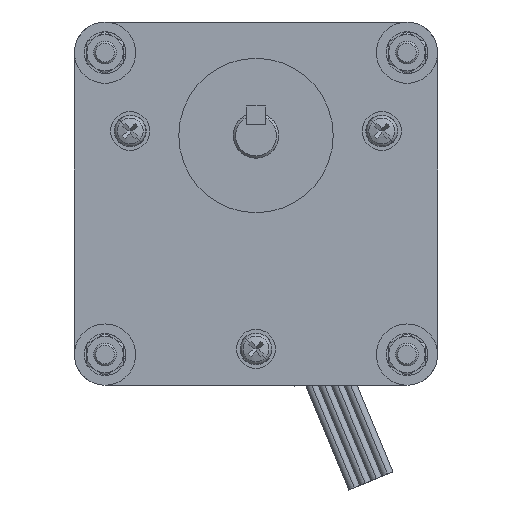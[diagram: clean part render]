
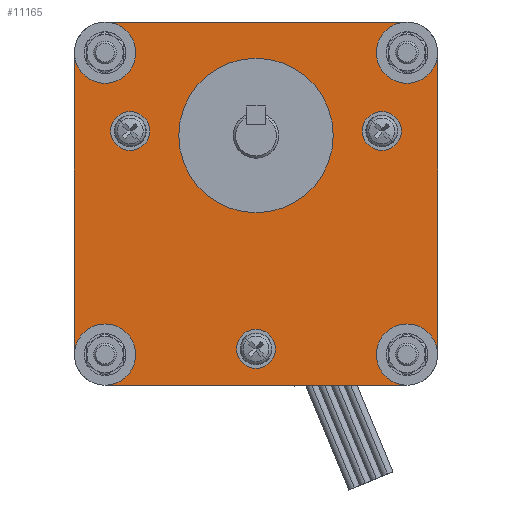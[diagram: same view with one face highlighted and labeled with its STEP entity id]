
A CAD part, left-side view. The second image highlights one B-rep face of the part: STEP entity #11165.
In plain terms, the highlighted planar face has unit normal (-1, 0, 0).
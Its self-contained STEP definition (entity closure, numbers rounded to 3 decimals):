
#10437=CARTESIAN_POINT('POINT12466',(0.7,40.,
   -48.25));
#10438=VERTEX_POINT('VERTEX12466',#10437);
#10445=CARTESIAN_POINT('POINT12467',(0.7,40.,
   18.25));
#10446=VERTEX_POINT('VERTEX12467',#10445);
#10447=CARTESIAN_POINT('POS17465',(0.7,40.,
   18.25));
#10448=DIRECTION('DIR26191',(0.,0.,-1.));
#10449=VECTOR('VEC8739',#10448,1.);
#10450=LINE('STRAIGHT8739',#10447,#10449);
#10451=EDGE_CURVE('EDGE20034',#10446,#10438,#10450,.T.);
#10467=CARTESIAN_POINT('POINT12468',(0.7,33.25,
   25.));
#10468=VERTEX_POINT('VERTEX12468',#10467);
#10491=CARTESIAN_POINT('POINT12470',(0.7,33.25,
   11.5));
#10492=VERTEX_POINT('VERTEX12470',#10491);
#10493=CARTESIAN_POINT('POS17471',(0.7,33.25,
   18.25));
#10494=DIRECTION('DIR26199',(1.,0.,0.));
#10495=DIRECTION('DIR26200',(0.,0.,-1.));
#10496=AXIS2_PLACEMENT_3D('AXIS8729',#10493,#10494,#10495);
#10497=CIRCLE('ELLIPSE3773',#10496,6.75);
#10498=EDGE_CURVE('EDGE20039',#10492,#10446,#10497,.T.);
#10518=EDGE_CURVE('EDGE20041',#10468,#10492,#10497,.T.);
#10532=CARTESIAN_POINT('POINT12472',(0.7,-33.25,
   25.));
#10533=VERTEX_POINT('VERTEX12472',#10532);
#10534=CARTESIAN_POINT('POS17475',(0.7,-33.25,
   25.));
#10535=DIRECTION('DIR26205',(0.,1.,0.));
#10536=VECTOR('VEC8745',#10535,1.);
#10537=LINE('STRAIGHT8745',#10534,#10536);
#10538=EDGE_CURVE('EDGE20043',#10533,#10468,#10537,.T.);
#10554=CARTESIAN_POINT('POINT12473',(0.7,-40.,
   18.25));
#10555=VERTEX_POINT('VERTEX12473',#10554);
#10578=CARTESIAN_POINT('POINT12475',(0.7,-26.5,
   18.25));
#10579=VERTEX_POINT('VERTEX12475',#10578);
#10580=CARTESIAN_POINT('POS17481',(0.7,-33.25,
   18.25));
#10581=DIRECTION('DIR26213',(1.,0.,0.));
#10582=DIRECTION('DIR26214',(0.,0.,-1.));
#10583=AXIS2_PLACEMENT_3D('AXIS8733',#10580,#10581,#10582);
#10584=CIRCLE('ELLIPSE3775',#10583,6.75);
#10585=EDGE_CURVE('EDGE20048',#10579,#10533,#10584,.T.);
#10606=EDGE_CURVE('EDGE20050',#10555,#10579,#10584,.T.);
#10627=CARTESIAN_POINT('POINT12477',(0.7,33.25,
   -55.));
#10628=VERTEX_POINT('VERTEX12477',#10627);
#10635=CARTESIAN_POINT('POINT12478',(0.7,26.5,
   -48.25));
#10636=VERTEX_POINT('VERTEX12478',#10635);
#10637=CARTESIAN_POINT('POS17487',(0.7,33.25,
   -48.25));
#10638=DIRECTION('DIR26222',(1.,0.,0.));
#10639=DIRECTION('DIR26223',(0.,0.,-1.));
#10640=AXIS2_PLACEMENT_3D('AXIS8736',#10637,#10638,#10639);
#10641=CIRCLE('ELLIPSE3777',#10640,6.75);
#10642=EDGE_CURVE('EDGE20054',#10636,#10628,#10641,.T.);
#10663=EDGE_CURVE('EDGE20056',#10438,#10636,#10641,.T.);
#10668=CARTESIAN_POINT('POINT12479',(0.7,0.,
   -42.7));
#10669=VERTEX_POINT('VERTEX12479',#10668);
#10676=CARTESIAN_POINT('POINT12480',(0.7,
   0.,-51.3));
#10677=VERTEX_POINT('VERTEX12480',#10676);
#10678=CARTESIAN_POINT('POS17491',(0.7,0.,
   -47.));
#10679=DIRECTION('DIR26228',(1.,0.,0.));
#10680=DIRECTION('DIR26229',(0.,0.,1.));
#10681=AXIS2_PLACEMENT_3D('AXIS8738',#10678,#10679,#10680);
#10682=CIRCLE('ELLIPSE3778',#10681,4.3);
#10683=EDGE_CURVE('EDGE20058',#10677,#10669,#10682,.T.);
#10703=EDGE_CURVE('EDGE20060',#10669,#10677,#10682,.T.);
#10708=CARTESIAN_POINT('POINT12481',(0.7,
   -27.713,5.3));
#10709=VERTEX_POINT('VERTEX12481',#10708);
#10716=CARTESIAN_POINT('POINT12482',(0.7,
   -27.713,-3.3));
#10717=VERTEX_POINT('VERTEX12482',#10716);
#10718=CARTESIAN_POINT('POS17495',(0.7,
   -27.713,1.));
#10719=DIRECTION('DIR26234',(1.,0.,0.));
#10720=DIRECTION('DIR26235',(0.,0.,1.));
#10721=AXIS2_PLACEMENT_3D('AXIS8740',#10718,#10719,#10720);
#10722=CIRCLE('ELLIPSE3779',#10721,4.3);
#10723=EDGE_CURVE('EDGE20062',#10717,#10709,#10722,.T.);
#10743=EDGE_CURVE('EDGE20064',#10709,#10717,#10722,.T.);
#10748=CARTESIAN_POINT('POINT12483',(0.7,
   27.713,5.3));
#10749=VERTEX_POINT('VERTEX12483',#10748);
#10756=CARTESIAN_POINT('POINT12484',(0.7,
   27.713,-3.3));
#10757=VERTEX_POINT('VERTEX12484',#10756);
#10758=CARTESIAN_POINT('POS17499',(0.7,
   27.713,1.));
#10759=DIRECTION('DIR26240',(1.,0.,0.));
#10760=DIRECTION('DIR26241',(0.,0.,1.));
#10761=AXIS2_PLACEMENT_3D('AXIS8742',#10758,#10759,#10760);
#10762=CIRCLE('ELLIPSE3780',#10761,4.3);
#10763=EDGE_CURVE('EDGE20066',#10757,#10749,#10762,.T.);
#10783=EDGE_CURVE('EDGE20068',#10749,#10757,#10762,.T.);
#10788=CARTESIAN_POINT('POINT12485',(0.7,
   0.,17.));
#10789=VERTEX_POINT('VERTEX12485',#10788);
#10797=CARTESIAN_POINT('POINT12486',(0.7,
   0.,-17.));
#10798=VERTEX_POINT('VERTEX12486',#10797);
#10805=CARTESIAN_POINT('POS17504',(0.7,0.,
   0.));
#10806=DIRECTION('DIR26247',(1.,0.,0.));
#10807=DIRECTION('DIR26248',(0.,0.,1.));
#10808=AXIS2_PLACEMENT_3D('AXIS8744',#10805,#10806,#10807);
#10809=CIRCLE('ELLIPSE3781',#10808,17.);
#10810=EDGE_CURVE('EDGE20071',#10789,#10798,#10809,.T.);
#10821=EDGE_CURVE('EDGE20072',#10798,#10789,#10809,.T.);
#11036=CARTESIAN_POINT('POINT12498',(0.7,-40.,
   -48.25));
#11037=VERTEX_POINT('VERTEX12498',#11036);
#11038=CARTESIAN_POINT('POS17526',(0.7,-40.,-15.));
#11039=DIRECTION('DIR26282',(0.,0.,1.));
#11040=VECTOR('VEC8770',#11039,1.);
#11041=LINE('STRAIGHT8770',#11038,#11040);
#11042=EDGE_CURVE('EDGE20094',#11037,#10555,#11041,.T.);
#11098=CARTESIAN_POINT('POINT12500',(0.7,-33.25,
   -55.));
#11099=VERTEX_POINT('VERTEX12500',#11098);
#11106=CARTESIAN_POINT('POS17533',(0.7,33.25,
   -55.));
#11107=DIRECTION('DIR26292',(0.,-1.,0.));
#11108=VECTOR('VEC8774',#11107,1.);
#11109=LINE('STRAIGHT8774',#11106,#11108);
#11110=EDGE_CURVE('EDGE20099',#10628,#11099,#11109,.T.);
#11121=ORIENTED_EDGE('COEDGE40172',*,*,#10821,.T.);
#11122=ORIENTED_EDGE('COEDGE40173',*,*,#10810,.T.);
#11123=EDGE_LOOP('NONE',(#11121,#11122));
#11124=FACE_BOUND('LOOP1',#11123,.T.);
#11125=ORIENTED_EDGE('COEDGE40174',*,*,#10783,.T.);
#11126=ORIENTED_EDGE('COEDGE40175',*,*,#10763,.T.);
#11127=EDGE_LOOP('NONE',(#11125,#11126));
#11128=FACE_BOUND('LOOP1',#11127,.T.);
#11129=ORIENTED_EDGE('COEDGE40176',*,*,#10743,.T.);
#11130=ORIENTED_EDGE('COEDGE40177',*,*,#10723,.T.);
#11131=EDGE_LOOP('NONE',(#11129,#11130));
#11132=FACE_BOUND('LOOP1',#11131,.T.);
#11133=ORIENTED_EDGE('COEDGE40178',*,*,#10703,.T.);
#11134=ORIENTED_EDGE('COEDGE40179',*,*,#10683,.T.);
#11135=EDGE_LOOP('NONE',(#11133,#11134));
#11136=FACE_BOUND('LOOP1',#11135,.T.);
#11137=ORIENTED_EDGE('COEDGE40180',*,*,#10663,.T.);
#11138=ORIENTED_EDGE('COEDGE40181',*,*,#10642,.T.);
#11139=ORIENTED_EDGE('COEDGE40182',*,*,#11110,.T.);
#11140=CARTESIAN_POINT('POINT12501',(0.7,-33.25,
   -41.5));
#11141=VERTEX_POINT('VERTEX12501',#11140);
#11142=CARTESIAN_POINT('POS17535',(0.7,-33.25,
   -48.25));
#11143=DIRECTION('DIR26295',(1.,0.,0.));
#11144=DIRECTION('DIR26296',(0.,0.,-1.));
#11145=AXIS2_PLACEMENT_3D('AXIS8761',#11142,#11143,#11144);
#11146=CIRCLE('ELLIPSE3790',#11145,6.75);
#11147=EDGE_CURVE('EDGE20100',#11099,#11141,#11146,.T.);
#11148=ORIENTED_EDGE('COEDGE40183',*,*,#11147,.T.);
#11149=EDGE_CURVE('EDGE20101',#11141,#11037,#11146,.T.);
#11150=ORIENTED_EDGE('COEDGE40184',*,*,#11149,.T.);
#11151=ORIENTED_EDGE('COEDGE40185',*,*,#11042,.T.);
#11152=ORIENTED_EDGE('COEDGE40186',*,*,#10606,.T.);
#11153=ORIENTED_EDGE('COEDGE40187',*,*,#10585,.T.);
#11154=ORIENTED_EDGE('COEDGE40188',*,*,#10538,.T.);
#11155=ORIENTED_EDGE('COEDGE40189',*,*,#10518,.T.);
#11156=ORIENTED_EDGE('COEDGE40190',*,*,#10498,.T.);
#11157=ORIENTED_EDGE('COEDGE40191',*,*,#10451,.T.);
#11158=EDGE_LOOP('NONE',(#11137,#11138,#11139,#11148,#11150,#11151,
   #11152,#11153,#11154,#11155,#11156,#11157));
#11159=FACE_BOUND('LOOP1',#11158,.T.);
#11160=CARTESIAN_POINT('POS17536',(0.7,0.,
   -15.));
#11161=DIRECTION('DIR26297',(1.,0.,0.));
#11162=DIRECTION('DIR26298',(0.,1.,0.));
#11163=AXIS2_PLACEMENT_3D('AXIS8762',#11160,#11161,#11162);
#11164=PLANE('PLANE3473',#11163);
#11165=ADVANCED_FACE('FACE8263',(#11124,#11128,#11132,#11136,#11159),
   #11164,.F.);
